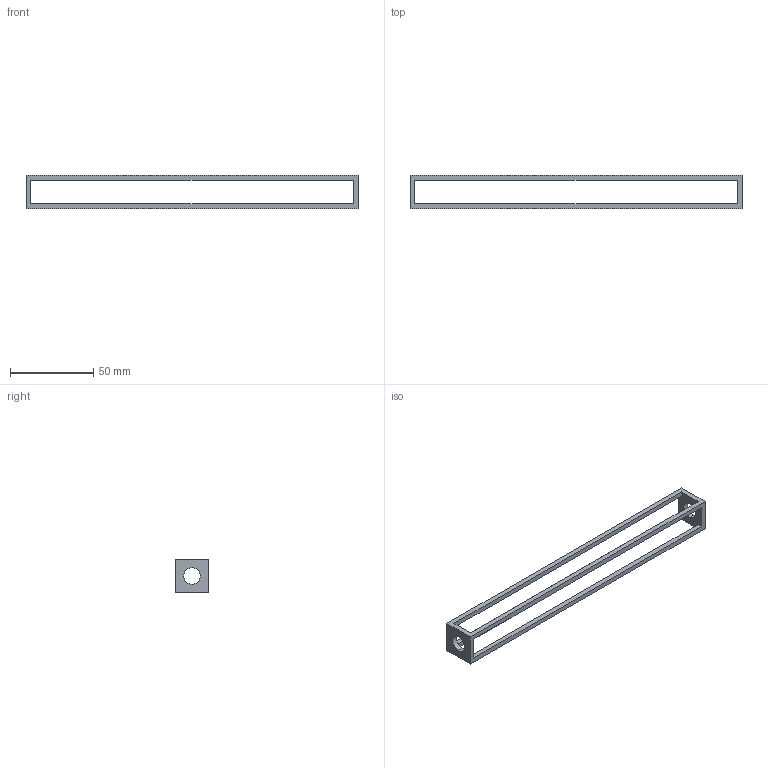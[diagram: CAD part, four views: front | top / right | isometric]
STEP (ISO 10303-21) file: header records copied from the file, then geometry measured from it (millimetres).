
FILE_DESCRIPTION (( 'STEP AP214' ), '1' );
FILE_NAME ('T02 EJER01 Connector_Block.STEP', '2022-08-25T00:54:12', ( '' ), ( '' ), 'SwSTEP 2.0', 'SolidWorks 2022', '' );
FILE_SCHEMA (( 'AUTOMOTIVE_DESIGN' ));
Length unit declared in the file: millimetre
Products named in the file (1): T02 EJER01 Connector_Block
Bounding box: 200 x 20 x 20 mm (x, y, z)
Volume: 8912.8 mm3; surface area: 11194.3 mm2
Topology: 1 solids, 1 shells, 20 faces, 60 edges, 40 vertices
Faces by surface type: plane 16, cylinder 4
Entity records: 726 total; most frequent: CARTESIAN_POINT 121, ORIENTED_EDGE 120, DIRECTION 110, EDGE_CURVE 60, LINE 52, VECTOR 52, VERTEX_POINT 40, AXIS2_PLACEMENT_3D 29
